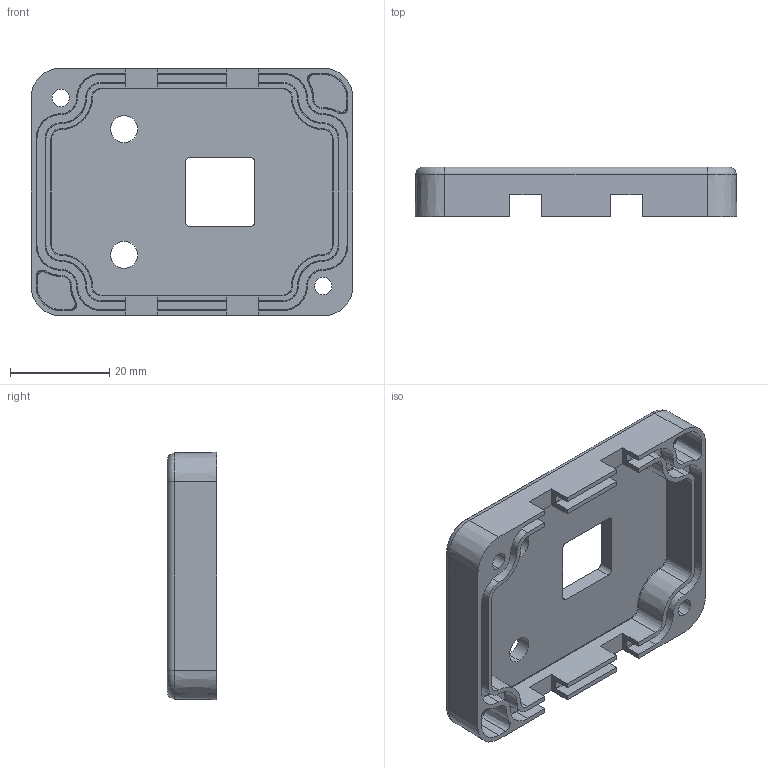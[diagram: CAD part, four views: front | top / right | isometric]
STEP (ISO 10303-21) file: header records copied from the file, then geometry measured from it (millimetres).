
FILE_DESCRIPTION (( 'STEP AP203' ), '1' );
FILE_NAME ('POSCON.FACE.STEP', '2015-04-23T18:33:37', ( '' ), ( '' ), 'SwSTEP 2.0', 'SolidWorks 2015', '' );
FILE_SCHEMA (( 'CONFIG_CONTROL_DESIGN' ));
Length unit declared in the file: millimetre
Products named in the file (1): POSCON.FACE
Bounding box: 65 x 10 x 50 mm (x, y, z)
Volume: 13600.2 mm3; surface area: 10997.7 mm2
Topology: 1 solids, 1 shells, 214 faces, 548 edges, 340 vertices
Faces by surface type: plane 62, torus 52, cone 52, cylinder 40, bspline 8
Entity records: 6969 total; most frequent: CARTESIAN_POINT 1531, DIRECTION 1214, ORIENTED_EDGE 1096, EDGE_CURVE 548, AXIS2_PLACEMENT_3D 479, VERTEX_POINT 340, CIRCLE 272, LINE 256
